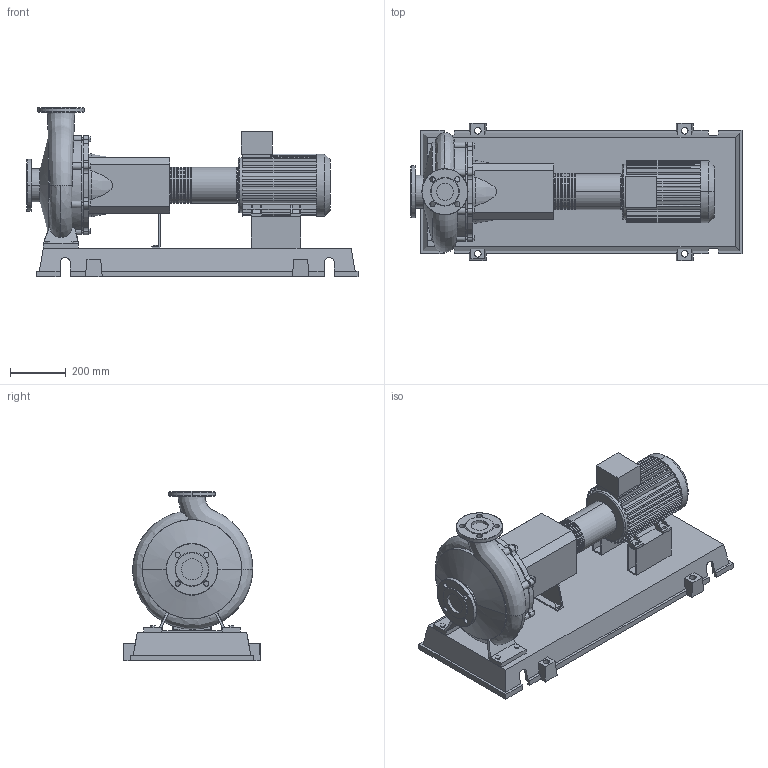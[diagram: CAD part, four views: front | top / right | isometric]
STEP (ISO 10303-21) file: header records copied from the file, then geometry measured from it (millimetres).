
FILE_DESCRIPTION((''),'2;1');
FILE_NAME('3d_NL50_315-4-4-12-4109111.stp','2015-03-03T07:12:57',(''),(''),'Mechanical Desktop 2009','Mechanical Desktop 2009',', , ');
FILE_SCHEMA(('CONFIG_CONTROL_DESIGN'));
Length unit declared in the file: millimetre
Products named in the file (1): Product
Bounding box: 1187.5 x 490 x 608 mm (x, y, z)
Volume: 55604332.9 mm3; surface area: 3601056.7 mm2
Topology: 13 solids, 13 shells, 852 faces, 2236 edges, 1472 vertices
Faces by surface type: plane 436, bspline 202, cylinder 198, cone 10, torus 6
Entity records: 30915 total; most frequent: CARTESIAN_POINT 9966, ORIENTED_EDGE 4474, DIRECTION 4095, EDGE_CURVE 2237, VERTEX_POINT 1471, VECTOR 1439, LINE 1439, AXIS2_PLACEMENT_3D 1328
